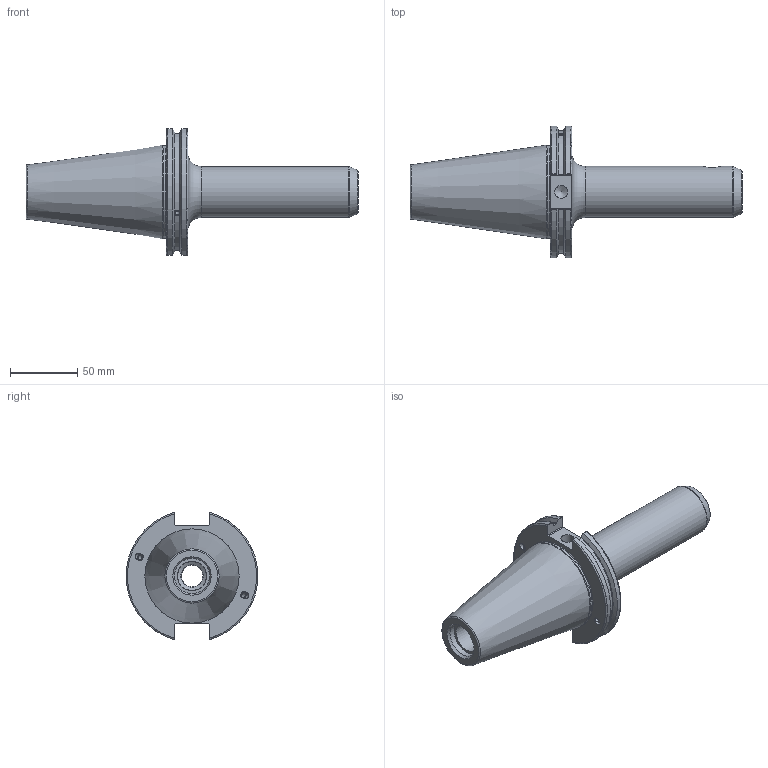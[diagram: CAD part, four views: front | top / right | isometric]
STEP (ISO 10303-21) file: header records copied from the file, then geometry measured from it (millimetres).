
FILE_DESCRIPTION(/* description */ (''),/* implementation_level */ '2;1');
FILE_NAME(/* name */ 'AL108B.stp',/* time_stamp */ '2023-11-10T14:10:40+09:00',/* author */ ('YSH'),/* organization */ (''),/* preprocessor_version */ 'ST-DEVELOPER v19.2',/* originating_system */ 'Autodesk Inventor 2024',/* authorisation */ '');
FILE_SCHEMA (('AUTOMOTIVE_DESIGN { 1 0 10303 214 3 1 1 }'));
Length unit declared in the file: millimetre
Products named in the file (1): LO-CAT50ADB-EMH15.875-146
Bounding box: 247.6 x 98.06 x 94.69 mm (x, y, z)
Volume: 437216 mm3; surface area: 66347.1 mm2
Topology: 1 solids, 1 shells, 90 faces, 244 edges, 161 vertices
Faces by surface type: plane 37, cylinder 27, cone 16, torus 10
Full cylindrical faces by diameter (mm): 3.242 x4, 4.134 x2, 4.2 x2, 5 x2, 9.525 x1, 11.328 x1, 15.875 x1, 17 x1, 21.5 x1, 21.971 x1, 26.2 x1, 38.1 x1, 69.25 x1
Entity records: 3310 total; most frequent: CARTESIAN_POINT 1035, ORIENTED_EDGE 482, DIRECTION 447, EDGE_CURVE 241, AXIS2_PLACEMENT_3D 175, VERTEX_POINT 161, EDGE_LOOP 110, LINE 97
